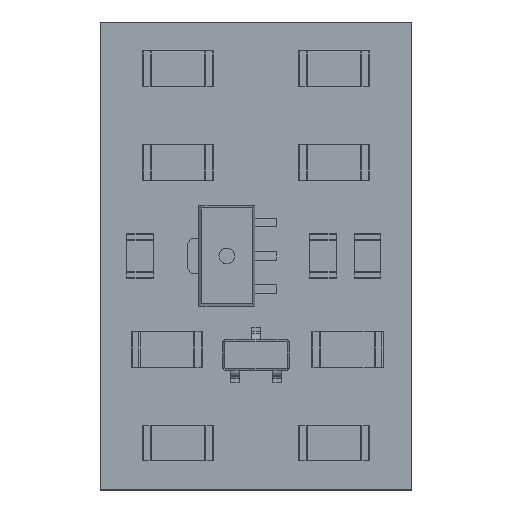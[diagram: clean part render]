
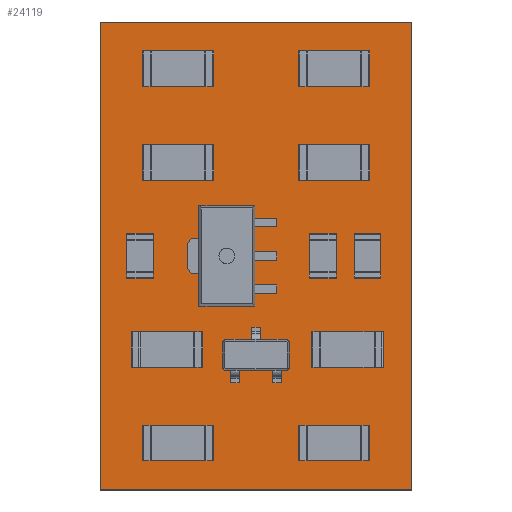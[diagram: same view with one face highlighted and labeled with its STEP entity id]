
A CAD part, top view. The second image highlights one B-rep face of the part: STEP entity #24119.
In plain terms, the highlighted planar face has unit normal (0, 0, 1).
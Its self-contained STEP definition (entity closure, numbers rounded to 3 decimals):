
#23805 = VERTEX_POINT('',#23806);
#23806 = CARTESIAN_POINT('',(135.,-106.,1.6));
#23813 = PLANE('',#23814);
#23814 = AXIS2_PLACEMENT_3D('',#23815,#23816,#23817);
#23815 = CARTESIAN_POINT('',(135.,-106.,0.));
#23816 = DIRECTION('',(-1.,0.,0.));
#23817 = DIRECTION('',(0.,1.,0.));
#23825 = PLANE('',#23826);
#23826 = AXIS2_PLACEMENT_3D('',#23827,#23828,#23829);
#23827 = CARTESIAN_POINT('',(149.,-106.,0.));
#23828 = DIRECTION('',(0.,-1.,0.));
#23829 = DIRECTION('',(-1.,0.,0.));
#23837 = EDGE_CURVE('',#23805,#23838,#23840,.T.);
#23838 = VERTEX_POINT('',#23839);
#23839 = CARTESIAN_POINT('',(135.,-85.,1.6));
#23840 = SURFACE_CURVE('',#23841,(#23845,#23852),.PCURVE_S1.);
#23841 = LINE('',#23842,#23843);
#23842 = CARTESIAN_POINT('',(135.,-106.,1.6));
#23843 = VECTOR('',#23844,1.);
#23844 = DIRECTION('',(0.,1.,0.));
#23845 = PCURVE('',#23813,#23846);
#23846 = DEFINITIONAL_REPRESENTATION('',(#23847),#23851);
#23847 = LINE('',#23848,#23849);
#23848 = CARTESIAN_POINT('',(0.,-1.6));
#23849 = VECTOR('',#23850,1.);
#23850 = DIRECTION('',(1.,0.));
#23851 = ( GEOMETRIC_REPRESENTATION_CONTEXT(2) 
PARAMETRIC_REPRESENTATION_CONTEXT() REPRESENTATION_CONTEXT('2D SPACE',''
  ) );
#23852 = PCURVE('',#23853,#23858);
#23853 = PLANE('',#23854);
#23854 = AXIS2_PLACEMENT_3D('',#23855,#23856,#23857);
#23855 = CARTESIAN_POINT('',(142.,-95.5,1.6));
#23856 = DIRECTION('',(-0.,-0.,-1.));
#23857 = DIRECTION('',(-1.,0.,0.));
#23858 = DEFINITIONAL_REPRESENTATION('',(#23859),#23863);
#23859 = LINE('',#23860,#23861);
#23860 = CARTESIAN_POINT('',(7.,-10.5));
#23861 = VECTOR('',#23862,1.);
#23862 = DIRECTION('',(0.,1.));
#23863 = ( GEOMETRIC_REPRESENTATION_CONTEXT(2) 
PARAMETRIC_REPRESENTATION_CONTEXT() REPRESENTATION_CONTEXT('2D SPACE',''
  ) );
#23881 = PLANE('',#23882);
#23882 = AXIS2_PLACEMENT_3D('',#23883,#23884,#23885);
#23883 = CARTESIAN_POINT('',(135.,-85.,0.));
#23884 = DIRECTION('',(0.,1.,0.));
#23885 = DIRECTION('',(1.,0.,0.));
#23923 = EDGE_CURVE('',#23838,#23924,#23926,.T.);
#23924 = VERTEX_POINT('',#23925);
#23925 = CARTESIAN_POINT('',(149.,-85.,1.6));
#23926 = SURFACE_CURVE('',#23927,(#23931,#23938),.PCURVE_S1.);
#23927 = LINE('',#23928,#23929);
#23928 = CARTESIAN_POINT('',(135.,-85.,1.6));
#23929 = VECTOR('',#23930,1.);
#23930 = DIRECTION('',(1.,0.,0.));
#23931 = PCURVE('',#23881,#23932);
#23932 = DEFINITIONAL_REPRESENTATION('',(#23933),#23937);
#23933 = LINE('',#23934,#23935);
#23934 = CARTESIAN_POINT('',(0.,-1.6));
#23935 = VECTOR('',#23936,1.);
#23936 = DIRECTION('',(1.,0.));
#23937 = ( GEOMETRIC_REPRESENTATION_CONTEXT(2) 
PARAMETRIC_REPRESENTATION_CONTEXT() REPRESENTATION_CONTEXT('2D SPACE',''
  ) );
#23938 = PCURVE('',#23853,#23939);
#23939 = DEFINITIONAL_REPRESENTATION('',(#23940),#23944);
#23940 = LINE('',#23941,#23942);
#23941 = CARTESIAN_POINT('',(7.,10.5));
#23942 = VECTOR('',#23943,1.);
#23943 = DIRECTION('',(-1.,0.));
#23944 = ( GEOMETRIC_REPRESENTATION_CONTEXT(2) 
PARAMETRIC_REPRESENTATION_CONTEXT() REPRESENTATION_CONTEXT('2D SPACE',''
  ) );
#23962 = PLANE('',#23963);
#23963 = AXIS2_PLACEMENT_3D('',#23964,#23965,#23966);
#23964 = CARTESIAN_POINT('',(149.,-85.,0.));
#23965 = DIRECTION('',(1.,0.,-0.));
#23966 = DIRECTION('',(0.,-1.,0.));
#23999 = EDGE_CURVE('',#23924,#24000,#24002,.T.);
#24000 = VERTEX_POINT('',#24001);
#24001 = CARTESIAN_POINT('',(149.,-106.,1.6));
#24002 = SURFACE_CURVE('',#24003,(#24007,#24014),.PCURVE_S1.);
#24003 = LINE('',#24004,#24005);
#24004 = CARTESIAN_POINT('',(149.,-85.,1.6));
#24005 = VECTOR('',#24006,1.);
#24006 = DIRECTION('',(0.,-1.,0.));
#24007 = PCURVE('',#23962,#24008);
#24008 = DEFINITIONAL_REPRESENTATION('',(#24009),#24013);
#24009 = LINE('',#24010,#24011);
#24010 = CARTESIAN_POINT('',(0.,-1.6));
#24011 = VECTOR('',#24012,1.);
#24012 = DIRECTION('',(1.,0.));
#24013 = ( GEOMETRIC_REPRESENTATION_CONTEXT(2) 
PARAMETRIC_REPRESENTATION_CONTEXT() REPRESENTATION_CONTEXT('2D SPACE',''
  ) );
#24014 = PCURVE('',#23853,#24015);
#24015 = DEFINITIONAL_REPRESENTATION('',(#24016),#24020);
#24016 = LINE('',#24017,#24018);
#24017 = CARTESIAN_POINT('',(-7.,10.5));
#24018 = VECTOR('',#24019,1.);
#24019 = DIRECTION('',(0.,-1.));
#24020 = ( GEOMETRIC_REPRESENTATION_CONTEXT(2) 
PARAMETRIC_REPRESENTATION_CONTEXT() REPRESENTATION_CONTEXT('2D SPACE',''
  ) );
#24070 = EDGE_CURVE('',#24000,#23805,#24071,.T.);
#24071 = SURFACE_CURVE('',#24072,(#24076,#24083),.PCURVE_S1.);
#24072 = LINE('',#24073,#24074);
#24073 = CARTESIAN_POINT('',(149.,-106.,1.6));
#24074 = VECTOR('',#24075,1.);
#24075 = DIRECTION('',(-1.,0.,0.));
#24076 = PCURVE('',#23825,#24077);
#24077 = DEFINITIONAL_REPRESENTATION('',(#24078),#24082);
#24078 = LINE('',#24079,#24080);
#24079 = CARTESIAN_POINT('',(0.,-1.6));
#24080 = VECTOR('',#24081,1.);
#24081 = DIRECTION('',(1.,0.));
#24082 = ( GEOMETRIC_REPRESENTATION_CONTEXT(2) 
PARAMETRIC_REPRESENTATION_CONTEXT() REPRESENTATION_CONTEXT('2D SPACE',''
  ) );
#24083 = PCURVE('',#23853,#24084);
#24084 = DEFINITIONAL_REPRESENTATION('',(#24085),#24089);
#24085 = LINE('',#24086,#24087);
#24086 = CARTESIAN_POINT('',(-7.,-10.5));
#24087 = VECTOR('',#24088,1.);
#24088 = DIRECTION('',(1.,0.));
#24089 = ( GEOMETRIC_REPRESENTATION_CONTEXT(2) 
PARAMETRIC_REPRESENTATION_CONTEXT() REPRESENTATION_CONTEXT('2D SPACE',''
  ) );
#24119 = ADVANCED_FACE('',(#24120),#23853,.F.);
#24120 = FACE_BOUND('',#24121,.F.);
#24121 = EDGE_LOOP('',(#24122,#24123,#24124,#24125));
#24122 = ORIENTED_EDGE('',*,*,#23837,.T.);
#24123 = ORIENTED_EDGE('',*,*,#23923,.T.);
#24124 = ORIENTED_EDGE('',*,*,#23999,.T.);
#24125 = ORIENTED_EDGE('',*,*,#24070,.T.);
